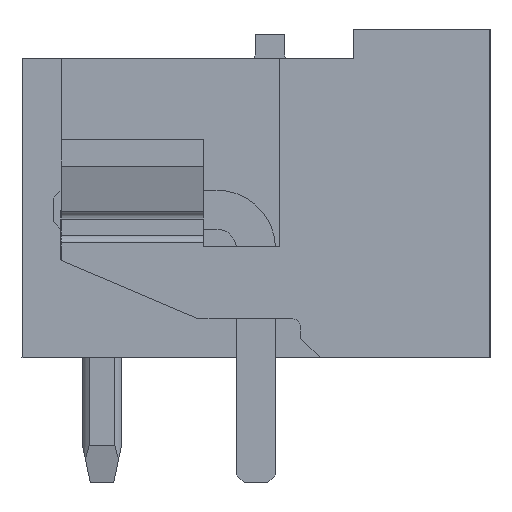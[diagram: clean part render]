
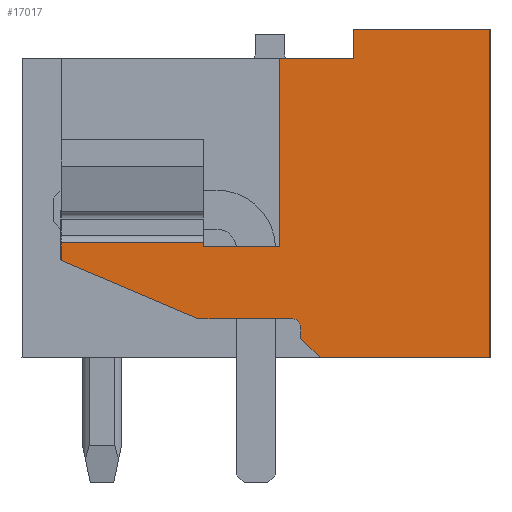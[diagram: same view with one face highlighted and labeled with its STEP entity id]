
A CAD part, left-side view. The second image highlights one B-rep face of the part: STEP entity #17017.
In plain terms, the highlighted planar face has unit normal (-1, 0, 0).
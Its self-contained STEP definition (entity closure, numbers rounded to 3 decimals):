
#16761=AXIS2_PLACEMENT_3D('Circle Axis2P3D',#16759,#16760,$) ;
#16988=AXIS2_PLACEMENT_3D('Plane Axis2P3D',#16985,#16986,#16987) ;
#269=CARTESIAN_POINT('Vertex',(0.,3.5,11.63)) ;
#272=CARTESIAN_POINT('Line Origine',(0.,1.75,11.63)) ;
#276=CARTESIAN_POINT('Vertex',(0.,0.,11.63)) ;
#983=CARTESIAN_POINT('Vertex',(0.,5.4,10.88)) ;
#986=CARTESIAN_POINT('Line Origine',(0.,4.45,10.88)) ;
#990=CARTESIAN_POINT('Vertex',(0.,3.5,10.88)) ;
#1601=CARTESIAN_POINT('Vertex',(0.,0.,3.2)) ;
#1604=CARTESIAN_POINT('Line Origine',(0.,2.177,3.2)) ;
#1608=CARTESIAN_POINT('Vertex',(0.,4.354,3.2)) ;
#8717=CARTESIAN_POINT('Line Origine',(0.,0.,7.415)) ;
#16309=CARTESIAN_POINT('Vertex',(0.,7.35,6.15)) ;
#16312=CARTESIAN_POINT('Line Origine',(0.,7.35,6.1)) ;
#16316=CARTESIAN_POINT('Vertex',(0.,7.35,6.05)) ;
#16423=CARTESIAN_POINT('Line Origine',(0.,9.175,6.15)) ;
#16427=CARTESIAN_POINT('Vertex',(0.,11.,6.15)) ;
#16649=CARTESIAN_POINT('Vertex',(0.,7.464,4.2)) ;
#16654=CARTESIAN_POINT('Line Origine',(0.,9.232,4.95)) ;
#16658=CARTESIAN_POINT('Vertex',(0.,11.,5.7)) ;
#16689=CARTESIAN_POINT('Vertex',(0.,5.054,4.2)) ;
#16694=CARTESIAN_POINT('Line Origine',(0.,6.259,4.2)) ;
#16754=CARTESIAN_POINT('Vertex',(0.,4.854,4.)) ;
#16759=CARTESIAN_POINT('Axis2P3D Location',(0.,5.054,4.)) ;
#16785=CARTESIAN_POINT('Vertex',(0.,4.854,3.7)) ;
#16790=CARTESIAN_POINT('Line Origine',(0.,4.854,3.85)) ;
#16812=CARTESIAN_POINT('Line Origine',(0.,4.604,3.45)) ;
#16838=CARTESIAN_POINT('Vertex',(0.,5.4,6.05)) ;
#16843=CARTESIAN_POINT('Line Origine',(0.,5.4,8.465)) ;
#16893=CARTESIAN_POINT('Line Origine',(0.,6.375,6.05)) ;
#16985=CARTESIAN_POINT('Axis2P3D Location',(0.,0.,0.)) ;
#16990=CARTESIAN_POINT('Line Origine',(0.,11.,5.925)) ;
#16995=CARTESIAN_POINT('Line Origine',(0.,3.5,11.255)) ;
#273=DIRECTION('Vector Direction',(0.,-1.,0.)) ;
#987=DIRECTION('Vector Direction',(0.,1.,0.)) ;
#1605=DIRECTION('Vector Direction',(0.,1.,0.)) ;
#8718=DIRECTION('Vector Direction',(0.,0.,-1.)) ;
#16313=DIRECTION('Vector Direction',(0.,0.,1.)) ;
#16424=DIRECTION('Vector Direction',(0.,1.,0.)) ;
#16655=DIRECTION('Vector Direction',(0.,-0.921,-0.391)) ;
#16695=DIRECTION('Vector Direction',(0.,-1.,0.)) ;
#16760=DIRECTION('Axis2P3D Direction',(-1.,0.,0.)) ;
#16791=DIRECTION('Vector Direction',(0.,0.,-1.)) ;
#16813=DIRECTION('Vector Direction',(0.,-0.707,-0.707)) ;
#16844=DIRECTION('Vector Direction',(0.,0.,1.)) ;
#16894=DIRECTION('Vector Direction',(0.,1.,0.)) ;
#16986=DIRECTION('Axis2P3D Direction',(-1.,0.,0.)) ;
#16987=DIRECTION('Axis2P3D XDirection',(0.,-1.,0.)) ;
#16991=DIRECTION('Vector Direction',(0.,0.,-1.)) ;
#16996=DIRECTION('Vector Direction',(0.,0.,1.)) ;
#274=VECTOR('Line Direction',#273,1.) ;
#988=VECTOR('Line Direction',#987,1.) ;
#1606=VECTOR('Line Direction',#1605,1.) ;
#8719=VECTOR('Line Direction',#8718,1.) ;
#16314=VECTOR('Line Direction',#16313,1.) ;
#16425=VECTOR('Line Direction',#16424,1.) ;
#16656=VECTOR('Line Direction',#16655,1.) ;
#16696=VECTOR('Line Direction',#16695,1.) ;
#16792=VECTOR('Line Direction',#16791,1.) ;
#16814=VECTOR('Line Direction',#16813,1.) ;
#16845=VECTOR('Line Direction',#16844,1.) ;
#16895=VECTOR('Line Direction',#16894,1.) ;
#16992=VECTOR('Line Direction',#16991,1.) ;
#16997=VECTOR('Line Direction',#16996,1.) ;
#17001=ORIENTED_EDGE('',*,*,#16318,.T.) ;
#17002=ORIENTED_EDGE('',*,*,#16429,.T.) ;
#17003=ORIENTED_EDGE('',*,*,#16994,.F.) ;
#17004=ORIENTED_EDGE('',*,*,#16660,.F.) ;
#17005=ORIENTED_EDGE('',*,*,#16698,.F.) ;
#17006=ORIENTED_EDGE('',*,*,#16763,.F.) ;
#17007=ORIENTED_EDGE('',*,*,#16794,.F.) ;
#17008=ORIENTED_EDGE('',*,*,#16816,.F.) ;
#17009=ORIENTED_EDGE('',*,*,#1610,.T.) ;
#17010=ORIENTED_EDGE('',*,*,#8721,.T.) ;
#17011=ORIENTED_EDGE('',*,*,#278,.T.) ;
#17012=ORIENTED_EDGE('',*,*,#16999,.T.) ;
#17013=ORIENTED_EDGE('',*,*,#992,.T.) ;
#17014=ORIENTED_EDGE('',*,*,#16847,.F.) ;
#17015=ORIENTED_EDGE('',*,*,#16897,.F.) ;
#17017=ADVANCED_FACE('Housing',(#17016),#16989,.T.) ;
#16762=CIRCLE('generated circle',#16761,0.2) ;
#278=EDGE_CURVE('',#277,#270,#275,.F.) ;
#992=EDGE_CURVE('',#991,#984,#989,.T.) ;
#1610=EDGE_CURVE('',#1609,#1602,#1607,.F.) ;
#8721=EDGE_CURVE('',#1602,#277,#8720,.F.) ;
#16318=EDGE_CURVE('',#16317,#16310,#16315,.T.) ;
#16429=EDGE_CURVE('',#16310,#16428,#16426,.T.) ;
#16660=EDGE_CURVE('',#16650,#16659,#16657,.F.) ;
#16698=EDGE_CURVE('',#16690,#16650,#16697,.F.) ;
#16763=EDGE_CURVE('',#16755,#16690,#16762,.T.) ;
#16794=EDGE_CURVE('',#16786,#16755,#16793,.F.) ;
#16816=EDGE_CURVE('',#1609,#16786,#16815,.F.) ;
#16847=EDGE_CURVE('',#16839,#984,#16846,.T.) ;
#16897=EDGE_CURVE('',#16317,#16839,#16896,.F.) ;
#16994=EDGE_CURVE('',#16659,#16428,#16993,.F.) ;
#16999=EDGE_CURVE('',#270,#991,#16998,.F.) ;
#17000=EDGE_LOOP('',(#17001,#17002,#17003,#17004,#17005,#17006,#17007,#17008,#17009,#17010,#17011,#17012,#17013,#17014,#17015)) ;
#17016=FACE_OUTER_BOUND('',#17000,.T.) ;
#275=LINE('Line',#272,#274) ;
#989=LINE('Line',#986,#988) ;
#1607=LINE('Line',#1604,#1606) ;
#8720=LINE('Line',#8717,#8719) ;
#16315=LINE('Line',#16312,#16314) ;
#16426=LINE('Line',#16423,#16425) ;
#16657=LINE('Line',#16654,#16656) ;
#16697=LINE('Line',#16694,#16696) ;
#16793=LINE('Line',#16790,#16792) ;
#16815=LINE('Line',#16812,#16814) ;
#16846=LINE('Line',#16843,#16845) ;
#16896=LINE('Line',#16893,#16895) ;
#16993=LINE('Line',#16990,#16992) ;
#16998=LINE('Line',#16995,#16997) ;
#16989=PLANE('',#16988) ;
#270=VERTEX_POINT('',#269) ;
#277=VERTEX_POINT('',#276) ;
#984=VERTEX_POINT('',#983) ;
#991=VERTEX_POINT('',#990) ;
#1602=VERTEX_POINT('',#1601) ;
#1609=VERTEX_POINT('',#1608) ;
#16310=VERTEX_POINT('',#16309) ;
#16317=VERTEX_POINT('',#16316) ;
#16428=VERTEX_POINT('',#16427) ;
#16650=VERTEX_POINT('',#16649) ;
#16659=VERTEX_POINT('',#16658) ;
#16690=VERTEX_POINT('',#16689) ;
#16755=VERTEX_POINT('',#16754) ;
#16786=VERTEX_POINT('',#16785) ;
#16839=VERTEX_POINT('',#16838) ;
